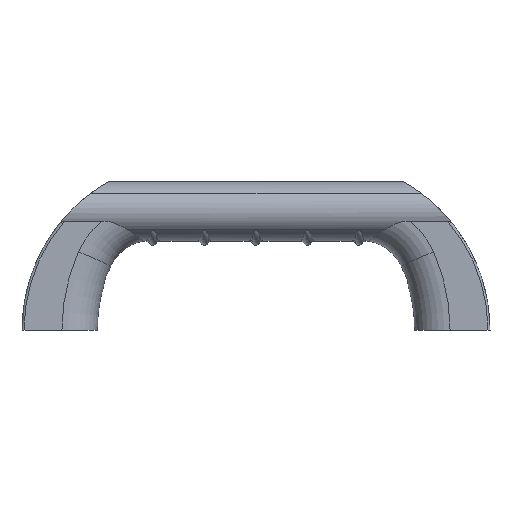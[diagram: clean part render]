
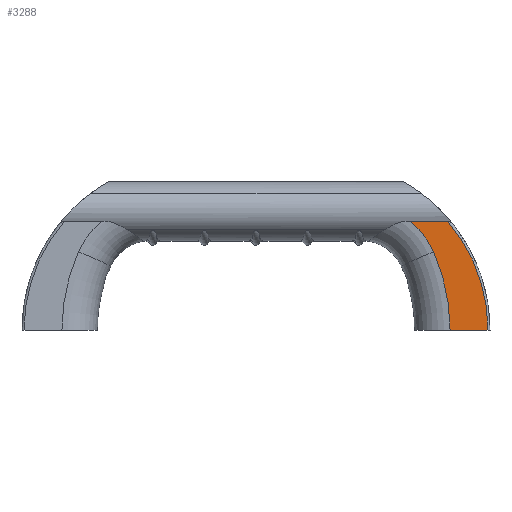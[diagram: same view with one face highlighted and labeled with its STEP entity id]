
A CAD part, top view. The second image highlights one B-rep face of the part: STEP entity #3288.
In plain terms, the highlighted planar face has unit normal (0, 0, 1).
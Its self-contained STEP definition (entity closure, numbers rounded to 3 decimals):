
#2163 = CYLINDRICAL_SURFACE('',#2164,12.558);
#2164 = AXIS2_PLACEMENT_3D('',#2165,#2166,#2167);
#2165 = CARTESIAN_POINT('',(205.,60.,6.442));
#2166 = DIRECTION('',(-1.,0.,0.));
#2167 = DIRECTION('',(0.,0.,1.));
#3103 = TOROIDAL_SURFACE('',#3104,84.92,1.);
#3104 = AXIS2_PLACEMENT_3D('',#3105,#3106,#3107);
#3105 = CARTESIAN_POINT('',(132.08,0.,17.));
#3106 = DIRECTION('',(0.,0.,1.));
#3107 = DIRECTION('',(1.,0.,-0.));
#3129 = PLANE('',#3130);
#3130 = AXIS2_PLACEMENT_3D('',#3131,#3132,#3133);
#3131 = CARTESIAN_POINT('',(197.9,0.,-0.1));
#3132 = DIRECTION('',(0.,1.,0.));
#3133 = DIRECTION('',(0.,-0.,1.));
#3288 = ADVANCED_FACE('',(#3289),#3303,.T.);
#3289 = FACE_BOUND('',#3290,.T.);
#3290 = EDGE_LOOP('',(#3291,#3321,#3350,#3379,#3402));
#3291 = ORIENTED_EDGE('',*,*,#3292,.T.);
#3292 = EDGE_CURVE('',#3293,#3295,#3297,.T.);
#3293 = VERTEX_POINT('',#3294);
#3294 = CARTESIAN_POINT('',(196.707,55.089,18.));
#3295 = VERTEX_POINT('',#3296);
#3296 = CARTESIAN_POINT('',(177.309,55.089,18.));
#3297 = SURFACE_CURVE('',#3298,(#3302,#3314),.PCURVE_S1.);
#3298 = LINE('',#3299,#3300);
#3299 = CARTESIAN_POINT('',(205.,55.089,18.));
#3300 = VECTOR('',#3301,1.);
#3301 = DIRECTION('',(-1.,0.,0.));
#3302 = PCURVE('',#3303,#3308);
#3303 = PLANE('',#3304);
#3304 = AXIS2_PLACEMENT_3D('',#3305,#3306,#3307);
#3305 = CARTESIAN_POINT('',(197.9,0.,18.));
#3306 = DIRECTION('',(0.,0.,1.));
#3307 = DIRECTION('',(1.,0.,-0.));
#3308 = DEFINITIONAL_REPRESENTATION('',(#3309),#3313);
#3309 = LINE('',#3310,#3311);
#3310 = CARTESIAN_POINT('',(7.1,55.089));
#3311 = VECTOR('',#3312,1.);
#3312 = DIRECTION('',(-1.,0.));
#3313 = ( GEOMETRIC_REPRESENTATION_CONTEXT(2) 
PARAMETRIC_REPRESENTATION_CONTEXT() REPRESENTATION_CONTEXT('2D SPACE',''
  ) );
#3314 = PCURVE('',#2163,#3315);
#3315 = DEFINITIONAL_REPRESENTATION('',(#3316),#3320);
#3316 = LINE('',#3317,#3318);
#3317 = CARTESIAN_POINT('',(5.881,0.));
#3318 = VECTOR('',#3319,1.);
#3319 = DIRECTION('',(0.,1.));
#3320 = ( GEOMETRIC_REPRESENTATION_CONTEXT(2) 
PARAMETRIC_REPRESENTATION_CONTEXT() REPRESENTATION_CONTEXT('2D SPACE',''
  ) );
#3321 = ORIENTED_EDGE('',*,*,#3322,.F.);
#3322 = EDGE_CURVE('',#3323,#3295,#3325,.T.);
#3323 = VERTEX_POINT('',#3324);
#3324 = CARTESIAN_POINT('',(189.49,39.699,18.));
#3325 = SURFACE_CURVE('',#3326,(#3331,#3338),.PCURVE_S1.);
#3326 = CIRCLE('',#3327,39.4);
#3327 = AXIS2_PLACEMENT_3D('',#3328,#3329,#3330);
#3328 = CARTESIAN_POINT('',(153.478,23.713,18.));
#3329 = DIRECTION('',(0.,0.,1.));
#3330 = DIRECTION('',(1.,0.,-0.));
#3331 = PCURVE('',#3303,#3332);
#3332 = DEFINITIONAL_REPRESENTATION('',(#3333),#3337);
#3333 = CIRCLE('',#3334,39.4);
#3334 = AXIS2_PLACEMENT_2D('',#3335,#3336);
#3335 = CARTESIAN_POINT('',(-44.422,23.713));
#3336 = DIRECTION('',(1.,0.));
#3337 = ( GEOMETRIC_REPRESENTATION_CONTEXT(2) 
PARAMETRIC_REPRESENTATION_CONTEXT() REPRESENTATION_CONTEXT('2D SPACE',''
  ) );
#3338 = PCURVE('',#3339,#3344);
#3339 = TOROIDAL_SURFACE('',#3340,39.4,17.9);
#3340 = AXIS2_PLACEMENT_3D('',#3341,#3342,#3343);
#3341 = CARTESIAN_POINT('',(153.478,23.713,0.1));
#3342 = DIRECTION('',(0.,0.,1.));
#3343 = DIRECTION('',(1.,0.,-0.));
#3344 = DEFINITIONAL_REPRESENTATION('',(#3345),#3349);
#3345 = LINE('',#3346,#3347);
#3346 = CARTESIAN_POINT('',(0.,1.571));
#3347 = VECTOR('',#3348,1.);
#3348 = DIRECTION('',(1.,0.));
#3349 = ( GEOMETRIC_REPRESENTATION_CONTEXT(2) 
PARAMETRIC_REPRESENTATION_CONTEXT() REPRESENTATION_CONTEXT('2D SPACE',''
  ) );
#3350 = ORIENTED_EDGE('',*,*,#3351,.F.);
#3351 = EDGE_CURVE('',#3352,#3323,#3354,.T.);
#3352 = VERTEX_POINT('',#3353);
#3353 = CARTESIAN_POINT('',(197.9,0.,18.));
#3354 = SURFACE_CURVE('',#3355,(#3360,#3367),.PCURVE_S1.);
#3355 = CIRCLE('',#3356,97.9);
#3356 = AXIS2_PLACEMENT_3D('',#3357,#3358,#3359);
#3357 = CARTESIAN_POINT('',(100.,0.,18.));
#3358 = DIRECTION('',(0.,0.,1.));
#3359 = DIRECTION('',(1.,0.,-0.));
#3360 = PCURVE('',#3303,#3361);
#3361 = DEFINITIONAL_REPRESENTATION('',(#3362),#3366);
#3362 = CIRCLE('',#3363,97.9);
#3363 = AXIS2_PLACEMENT_2D('',#3364,#3365);
#3364 = CARTESIAN_POINT('',(-97.9,0.));
#3365 = DIRECTION('',(1.,0.));
#3366 = ( GEOMETRIC_REPRESENTATION_CONTEXT(2) 
PARAMETRIC_REPRESENTATION_CONTEXT() REPRESENTATION_CONTEXT('2D SPACE',''
  ) );
#3367 = PCURVE('',#3368,#3373);
#3368 = TOROIDAL_SURFACE('',#3369,97.9,17.9);
#3369 = AXIS2_PLACEMENT_3D('',#3370,#3371,#3372);
#3370 = CARTESIAN_POINT('',(100.,0.,0.1));
#3371 = DIRECTION('',(0.,0.,1.));
#3372 = DIRECTION('',(1.,0.,-0.));
#3373 = DEFINITIONAL_REPRESENTATION('',(#3374),#3378);
#3374 = LINE('',#3375,#3376);
#3375 = CARTESIAN_POINT('',(0.,1.571));
#3376 = VECTOR('',#3377,1.);
#3377 = DIRECTION('',(1.,0.));
#3378 = ( GEOMETRIC_REPRESENTATION_CONTEXT(2) 
PARAMETRIC_REPRESENTATION_CONTEXT() REPRESENTATION_CONTEXT('2D SPACE',''
  ) );
#3379 = ORIENTED_EDGE('',*,*,#3380,.T.);
#3380 = EDGE_CURVE('',#3352,#3381,#3383,.T.);
#3381 = VERTEX_POINT('',#3382);
#3382 = CARTESIAN_POINT('',(217.,0.,18.));
#3383 = SURFACE_CURVE('',#3384,(#3388,#3395),.PCURVE_S1.);
#3384 = LINE('',#3385,#3386);
#3385 = CARTESIAN_POINT('',(197.9,0.,18.));
#3386 = VECTOR('',#3387,1.);
#3387 = DIRECTION('',(1.,0.,0.));
#3388 = PCURVE('',#3303,#3389);
#3389 = DEFINITIONAL_REPRESENTATION('',(#3390),#3394);
#3390 = LINE('',#3391,#3392);
#3391 = CARTESIAN_POINT('',(0.,0.));
#3392 = VECTOR('',#3393,1.);
#3393 = DIRECTION('',(1.,0.));
#3394 = ( GEOMETRIC_REPRESENTATION_CONTEXT(2) 
PARAMETRIC_REPRESENTATION_CONTEXT() REPRESENTATION_CONTEXT('2D SPACE',''
  ) );
#3395 = PCURVE('',#3129,#3396);
#3396 = DEFINITIONAL_REPRESENTATION('',(#3397),#3401);
#3397 = LINE('',#3398,#3399);
#3398 = CARTESIAN_POINT('',(18.1,0.));
#3399 = VECTOR('',#3400,1.);
#3400 = DIRECTION('',(0.,1.));
#3401 = ( GEOMETRIC_REPRESENTATION_CONTEXT(2) 
PARAMETRIC_REPRESENTATION_CONTEXT() REPRESENTATION_CONTEXT('2D SPACE',''
  ) );
#3402 = ORIENTED_EDGE('',*,*,#3403,.T.);
#3403 = EDGE_CURVE('',#3381,#3293,#3404,.T.);
#3404 = SURFACE_CURVE('',#3405,(#3410,#3417),.PCURVE_S1.);
#3405 = CIRCLE('',#3406,84.92);
#3406 = AXIS2_PLACEMENT_3D('',#3407,#3408,#3409);
#3407 = CARTESIAN_POINT('',(132.08,0.,18.));
#3408 = DIRECTION('',(0.,0.,1.));
#3409 = DIRECTION('',(1.,0.,-0.));
#3410 = PCURVE('',#3303,#3411);
#3411 = DEFINITIONAL_REPRESENTATION('',(#3412),#3416);
#3412 = CIRCLE('',#3413,84.92);
#3413 = AXIS2_PLACEMENT_2D('',#3414,#3415);
#3414 = CARTESIAN_POINT('',(-65.82,0.));
#3415 = DIRECTION('',(1.,0.));
#3416 = ( GEOMETRIC_REPRESENTATION_CONTEXT(2) 
PARAMETRIC_REPRESENTATION_CONTEXT() REPRESENTATION_CONTEXT('2D SPACE',''
  ) );
#3417 = PCURVE('',#3103,#3418);
#3418 = DEFINITIONAL_REPRESENTATION('',(#3419),#3423);
#3419 = LINE('',#3420,#3421);
#3420 = CARTESIAN_POINT('',(0.,1.571));
#3421 = VECTOR('',#3422,1.);
#3422 = DIRECTION('',(1.,0.));
#3423 = ( GEOMETRIC_REPRESENTATION_CONTEXT(2) 
PARAMETRIC_REPRESENTATION_CONTEXT() REPRESENTATION_CONTEXT('2D SPACE',''
  ) );
